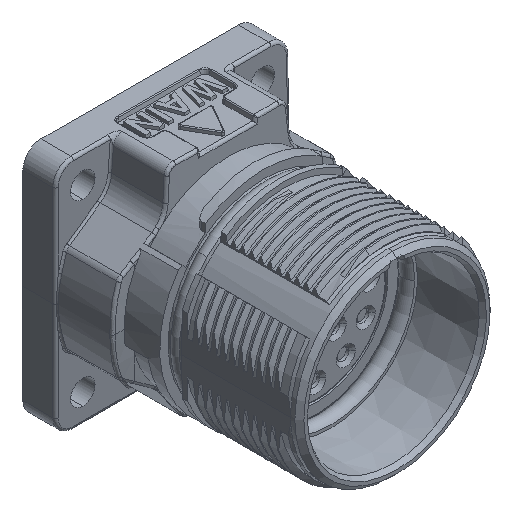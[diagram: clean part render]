
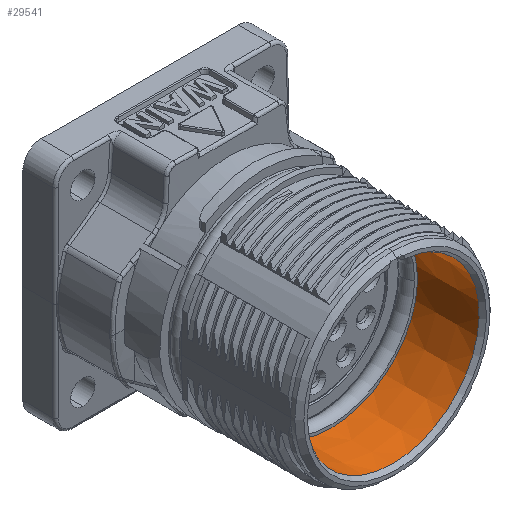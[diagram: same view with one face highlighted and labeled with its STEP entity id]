
A CAD part, isometric view. The second image highlights one B-rep face of the part: STEP entity #29541.
In plain terms, the highlighted conical face has half-angle 0.2 degrees and reference radius 9.568 mm.
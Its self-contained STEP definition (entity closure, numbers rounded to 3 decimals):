
#7460=CARTESIAN_POINT('',(0.,-9.012,0.));
#7461=DIRECTION('',(0.,1.,0.));
#7462=DIRECTION('',(0.09,0.,0.996));
#7463=AXIS2_PLACEMENT_3D('',#7460,#7461,#7462);
#7465=CARTESIAN_POINT('',(0.,-9.012,0.));
#7466=DIRECTION('',(0.,1.,0.));
#7467=DIRECTION('',(0.,0.,-1.));
#7468=AXIS2_PLACEMENT_3D('',#7465,#7466,#7467);
#7493=CARTESIAN_POINT('',(0.86,-9.012,
9.517));
#7494=CARTESIAN_POINT('',(0.871,-11.275,
9.524));
#7495=CARTESIAN_POINT('',(0.882,-13.537,
9.531));
#7496=CARTESIAN_POINT('',(0.893,-15.8,
9.538));
#7498=CARTESIAN_POINT('',(-0.893,-15.8,
9.538));
#7499=CARTESIAN_POINT('',(-0.882,-13.537,
9.531));
#7500=CARTESIAN_POINT('',(-0.871,-11.275,
9.524));
#7501=CARTESIAN_POINT('',(-0.86,-9.012,
9.517));
#7545=CARTESIAN_POINT('',(0.,-15.8,0.));
#7546=DIRECTION('',(0.,-1.,0.));
#7547=DIRECTION('',(-0.093,0.,0.996));
#7548=AXIS2_PLACEMENT_3D('',#7545,#7546,#7547);
#7550=CARTESIAN_POINT('',(0.,-15.8,0.));
#7551=DIRECTION('',(0.,-1.,0.));
#7552=DIRECTION('',(0.,0.,-1.));
#7553=AXIS2_PLACEMENT_3D('',#7550,#7551,#7552);
#12296=CARTESIAN_POINT('',(-0.86,-9.012,
9.517));
#12297=VERTEX_POINT('',#12296);
#12298=VERTEX_POINT('',#7498);
#12302=CARTESIAN_POINT('',(0.,-9.012,-9.556));
#12303=VERTEX_POINT('',#12302);
#12304=CARTESIAN_POINT('',(0.86,-9.012,
9.517));
#12305=VERTEX_POINT('',#12304);
#12310=VERTEX_POINT('',#7496);
#12311=CARTESIAN_POINT('',(0.,-15.8,-9.579));
#12312=VERTEX_POINT('',#12311);
#29525=CARTESIAN_POINT('',(0.,-12.406,0.));
#29526=DIRECTION('',(0.,-1.,0.));
#29527=DIRECTION('',(0.,0.,-1.));
#29528=AXIS2_PLACEMENT_3D('',#29525,#29526,#29527);
#29529=CONICAL_SURFACE('',#29528,9.567,0.2);
#29530=ORIENTED_EDGE('',*,*,#29498,.F.);
#29531=ORIENTED_EDGE('',*,*,#29496,.F.);
#29533=ORIENTED_EDGE('',*,*,#29532,.T.);
#29535=ORIENTED_EDGE('',*,*,#29534,.F.);
#29537=ORIENTED_EDGE('',*,*,#29536,.F.);
#29538=ORIENTED_EDGE('',*,*,#29471,.T.);
#29539=EDGE_LOOP('',(#29530,#29531,#29533,#29535,#29537,#29538));
#29540=FACE_OUTER_BOUND('',#29539,.F.);
#7464=CIRCLE('',#7463,9.556);
#7469=CIRCLE('',#7468,9.556);
#7497=B_SPLINE_CURVE_WITH_KNOTS('',3,(#7493,#7494,#7495,#7496),.UNSPECIFIED.,
.F.,.F.,(4,4),(0.,1.),.UNSPECIFIED.);
#7502=B_SPLINE_CURVE_WITH_KNOTS('',3,(#7498,#7499,#7500,#7501),.UNSPECIFIED.,
.F.,.F.,(4,4),(0.,1.),.UNSPECIFIED.);
#7549=CIRCLE('',#7548,9.579);
#7554=CIRCLE('',#7553,9.579);
#29471=EDGE_CURVE('',#12298,#12297,#7502,.T.);
#29496=EDGE_CURVE('',#12305,#12303,#7464,.T.);
#29498=EDGE_CURVE('',#12303,#12297,#7469,.T.);
#29532=EDGE_CURVE('',#12305,#12310,#7497,.T.);
#29534=EDGE_CURVE('',#12312,#12310,#7554,.T.);
#29536=EDGE_CURVE('',#12298,#12312,#7549,.T.);
#29541=ADVANCED_FACE('',(#29540),#29529,.F.);
